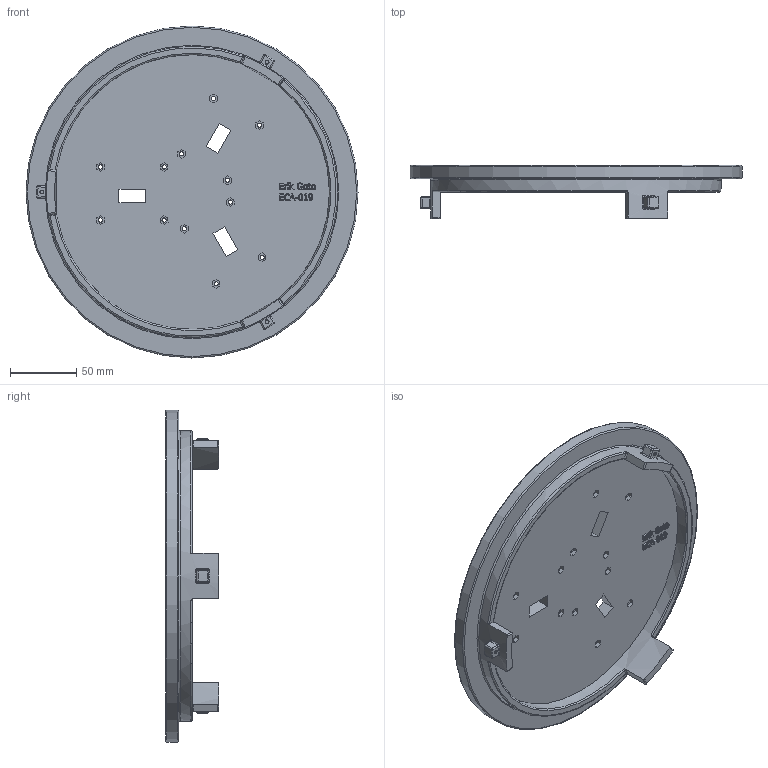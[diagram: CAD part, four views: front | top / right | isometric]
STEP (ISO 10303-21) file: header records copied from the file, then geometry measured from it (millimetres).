
FILE_DESCRIPTION(/* description */ (''),/* implementation_level */ '2;1');
FILE_NAME(/* name */ '1. Base fixa II.stp',/* time_stamp */ '2025-04-26T14:36:05-03:00',/* author */ ('erikg'),/* organization */ (''),/* preprocessor_version */ 'ST-DEVELOPER v20',/* originating_system */ 'Autodesk Inventor 2025',/* authorisation */ '');
FILE_SCHEMA (('AUTOMOTIVE_DESIGN { 1 0 10303 214 3 1 1 }'));
Length unit declared in the file: millimetre
Products named in the file (1): Base fixa
Bounding box: 250 x 40.1 x 250 mm (x, y, z)
Volume: 536913.5 mm3; surface area: 125669.6 mm2
Topology: 1 solids, 1 shells, 449 faces, 1151 edges, 744 vertices
Faces by surface type: plane 250, bspline 109, cylinder 57, torus 21, sphere 12
Full cylindrical faces by diameter (mm): 0.1 x1, 3 x3, 3.2 x12, 207 x1, 219 x1, 250 x1
Entity records: 14868 total; most frequent: CARTESIAN_POINT 4529, ORIENTED_EDGE 2302, DIRECTION 1756, EDGE_CURVE 1151, LINE 748, VECTOR 748, VERTEX_POINT 744, EDGE_LOOP 519
